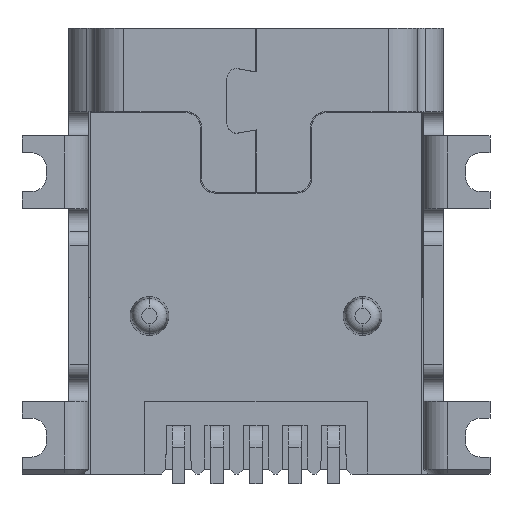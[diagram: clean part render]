
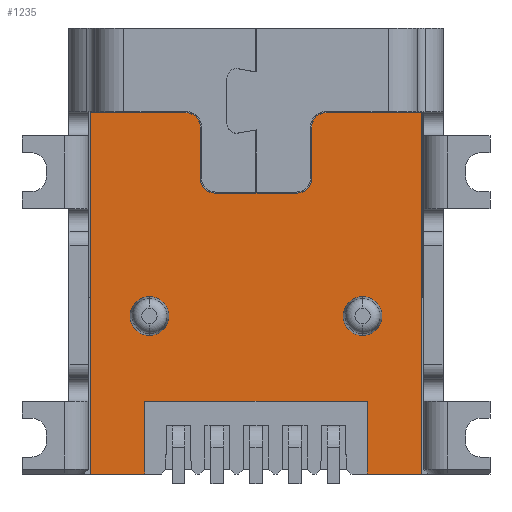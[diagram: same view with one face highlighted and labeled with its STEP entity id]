
A CAD part, front view. The second image highlights one B-rep face of the part: STEP entity #1235.
In plain terms, the highlighted planar face has unit normal (0, -1, 0).
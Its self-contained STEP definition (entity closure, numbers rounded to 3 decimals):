
#1235=ADVANCED_FACE('NONE',(#2823,#2824,#2825),#2826,.F.);
#2823=FACE_OUTER_BOUND('',#5028,.T.);
#2824=FACE_BOUND('',#5029,.T.);
#2825=FACE_BOUND('',#5030,.T.);
#2826=PLANE('',#5031);
#5028=EDGE_LOOP('',(#8811,#8812,#8813,#8814,#8815,#8816,#8817,#8818,#8819,#8820,#8821,#8822,#8823,#8824,#8825,#8826));
#5029=EDGE_LOOP('',(#8827,#8828));
#5030=EDGE_LOOP('',(#8829,#8830));
#5031=AXIS2_PLACEMENT_3D('',#8831,#8832,#8833);
#8811=ORIENTED_EDGE('',*,*,#12763,.F.);
#8812=ORIENTED_EDGE('',*,*,#13440,.T.);
#8813=ORIENTED_EDGE('',*,*,#13441,.T.);
#8814=ORIENTED_EDGE('',*,*,#12215,.T.);
#8815=ORIENTED_EDGE('',*,*,#12769,.T.);
#8816=ORIENTED_EDGE('',*,*,#13442,.T.);
#8817=ORIENTED_EDGE('',*,*,#13443,.T.);
#8818=ORIENTED_EDGE('',*,*,#13444,.T.);
#8819=ORIENTED_EDGE('',*,*,#13013,.T.);
#8820=ORIENTED_EDGE('',*,*,#13445,.T.);
#8821=ORIENTED_EDGE('',*,*,#12599,.T.);
#8822=ORIENTED_EDGE('',*,*,#13154,.T.);
#8823=ORIENTED_EDGE('',*,*,#13193,.F.);
#8824=ORIENTED_EDGE('',*,*,#13446,.T.);
#8825=ORIENTED_EDGE('',*,*,#13447,.T.);
#8826=ORIENTED_EDGE('',*,*,#13132,.T.);
#8827=ORIENTED_EDGE('',*,*,#12367,.T.);
#8828=ORIENTED_EDGE('',*,*,#13002,.T.);
#8829=ORIENTED_EDGE('',*,*,#13448,.T.);
#8830=ORIENTED_EDGE('',*,*,#13199,.T.);
#8831=CARTESIAN_POINT('',(-3.41,0.0,-3.64));
#8832=DIRECTION('',(0.0,1.0,0.0));
#8833=DIRECTION('',(1.0,0.0,-0.0));
#12215=EDGE_CURVE('NONE',#14451,#14452,#14453,.T.);
#12367=EDGE_CURVE('NONE',#14726,#14723,#14727,.T.);
#12599=EDGE_CURVE('NONE',#15115,#15113,#15116,.T.);
#12763=EDGE_CURVE('NONE',#15392,#15394,#15395,.T.);
#12769=EDGE_CURVE('NONE',#14452,#15402,#15404,.T.);
#13002=EDGE_CURVE('NONE',#14723,#14726,#15767,.T.);
#13013=EDGE_CURVE('NONE',#15784,#15785,#15786,.T.);
#13132=EDGE_CURVE('NONE',#15974,#15394,#15975,.T.);
#13154=EDGE_CURVE('NONE',#15113,#16005,#16007,.T.);
#13193=EDGE_CURVE('NONE',#16065,#16005,#16067,.T.);
#13199=EDGE_CURVE('NONE',#16075,#16073,#16076,.T.);
#13440=EDGE_CURVE('NONE',#15392,#16413,#16414,.T.);
#13441=EDGE_CURVE('NONE',#16413,#14451,#16415,.T.);
#13442=EDGE_CURVE('NONE',#15402,#16416,#16417,.T.);
#13443=EDGE_CURVE('NONE',#16416,#16418,#16419,.T.);
#13444=EDGE_CURVE('NONE',#16418,#15784,#16420,.T.);
#13445=EDGE_CURVE('NONE',#15785,#15115,#16421,.T.);
#13446=EDGE_CURVE('NONE',#16065,#16422,#16423,.T.);
#13447=EDGE_CURVE('NONE',#16422,#15974,#16424,.T.);
#13448=EDGE_CURVE('NONE',#16073,#16075,#16425,.T.);
#14451=VERTEX_POINT('NONE',#17645);
#14452=VERTEX_POINT('NONE',#17646);
#14453=CIRCLE('',#17647,0.3);
#14723=VERTEX_POINT('NONE',#18061);
#14726=VERTEX_POINT('NONE',#18065);
#14727=CIRCLE('',#18066,0.4);
#15113=VERTEX_POINT('NONE',#18622);
#15115=VERTEX_POINT('NONE',#18625);
#15116=LINE('',#18626,#18627);
#15392=VERTEX_POINT('NONE',#19023);
#15394=VERTEX_POINT('NONE',#19026);
#15395=LINE('',#19027,#19028);
#15402=VERTEX_POINT('NONE',#19038);
#15404=LINE('',#19041,#19042);
#15767=CIRCLE('',#19585,0.4);
#15784=VERTEX_POINT('NONE',#19607);
#15785=VERTEX_POINT('NONE',#19608);
#15786=LINE('',#19609,#19610);
#15974=VERTEX_POINT('NONE',#19887);
#15975=LINE('',#19888,#19889);
#16005=VERTEX_POINT('NONE',#19932);
#16007=LINE('',#19935,#19936);
#16065=VERTEX_POINT('NONE',#20023);
#16067=LINE('',#20026,#20027);
#16073=VERTEX_POINT('NONE',#20036);
#16075=VERTEX_POINT('NONE',#20039);
#16076=CIRCLE('',#20040,0.4);
#16413=VERTEX_POINT('NONE',#20567);
#16414=LINE('',#20568,#20569);
#16415=LINE('',#20570,#20571);
#16416=VERTEX_POINT('NONE',#20572);
#16417=CIRCLE('',#20573,0.3);
#16418=VERTEX_POINT('NONE',#20574);
#16419=LINE('',#20575,#20576);
#16420=CIRCLE('',#20577,0.3);
#16421=CIRCLE('',#20578,0.3);
#16422=VERTEX_POINT('NONE',#20579);
#16423=LINE('',#20580,#20581);
#16424=LINE('',#20582,#20583);
#16425=CIRCLE('',#20584,0.4);
#17645=CARTESIAN_POINT('',(1.45,0.0,3.82));
#17646=CARTESIAN_POINT('',(1.15,0.0,3.52));
#17647=AXIS2_PLACEMENT_3D('',#22394,#22395,#22396);
#18061=CARTESIAN_POINT('',(-2.2,0.0,-0.78));
#18065=CARTESIAN_POINT('',(-2.2,0.0,0.02));
#18066=AXIS2_PLACEMENT_3D('',#22554,#22555,#22556);
#18622=CARTESIAN_POINT('',(-3.41,0.0,3.82));
#18625=CARTESIAN_POINT('',(-1.45,0.0,3.82));
#18626=CARTESIAN_POINT('',(-1.45,0.0,3.82));
#18627=VECTOR('',#22818,1000.0);
#19023=CARTESIAN_POINT('',(3.41,0.0,-3.64));
#19026=CARTESIAN_POINT('',(2.3,0.0,-3.64));
#19027=CARTESIAN_POINT('',(3.41,0.0,-3.64));
#19028=VECTOR('',#23010,1000.0);
#19038=CARTESIAN_POINT('',(1.15,0.0,2.46));
#19041=CARTESIAN_POINT('',(1.15,0.0,3.52));
#19042=VECTOR('',#23015,1000.0);
#19585=AXIS2_PLACEMENT_3D('',#23251,#23252,#23253);
#19607=CARTESIAN_POINT('',(-1.15,0.0,2.46));
#19608=CARTESIAN_POINT('',(-1.15,0.0,3.52));
#19609=CARTESIAN_POINT('',(-1.15,0.0,2.46));
#19610=VECTOR('',#23265,1000.0);
#19887=CARTESIAN_POINT('',(2.3,0.0,-2.14));
#19888=CARTESIAN_POINT('',(2.3,0.0,-2.14));
#19889=VECTOR('',#23396,1000.0);
#19932=CARTESIAN_POINT('',(-3.41,0.0,-3.64));
#19935=CARTESIAN_POINT('',(-3.41,0.0,3.82));
#19936=VECTOR('',#23417,1000.0);
#20023=CARTESIAN_POINT('',(-2.3,0.0,-3.64));
#20026=CARTESIAN_POINT('',(-2.3,0.0,-3.64));
#20027=VECTOR('',#23464,1000.0);
#20036=CARTESIAN_POINT('',(2.2,0.0,-0.78));
#20039=CARTESIAN_POINT('',(2.2,0.0,0.02));
#20040=AXIS2_PLACEMENT_3D('',#23469,#23470,#23471);
#20567=CARTESIAN_POINT('',(3.41,0.0,3.82));
#20568=CARTESIAN_POINT('',(3.41,0.0,-3.64));
#20569=VECTOR('',#23710,1000.0);
#20570=CARTESIAN_POINT('',(3.41,0.0,3.82));
#20571=VECTOR('',#23711,1000.0);
#20572=CARTESIAN_POINT('',(0.85,0.0,2.16));
#20573=AXIS2_PLACEMENT_3D('',#23712,#23713,#23714);
#20574=CARTESIAN_POINT('',(-0.85,0.0,2.16));
#20575=CARTESIAN_POINT('',(0.85,0.0,2.16));
#20576=VECTOR('',#23715,1000.0);
#20577=AXIS2_PLACEMENT_3D('',#23716,#23717,#23718);
#20578=AXIS2_PLACEMENT_3D('',#23719,#23720,#23721);
#20579=CARTESIAN_POINT('',(-2.3,0.0,-2.14));
#20580=CARTESIAN_POINT('',(-2.3,0.0,-3.64));
#20581=VECTOR('',#23722,1000.0);
#20582=CARTESIAN_POINT('',(-2.3,0.0,-2.14));
#20583=VECTOR('',#23723,1000.0);
#20584=AXIS2_PLACEMENT_3D('',#23724,#23725,#23726);
#22394=CARTESIAN_POINT('',(1.45,0.0,3.52));
#22395=DIRECTION('',(0.0,-1.0,0.0));
#22396=DIRECTION('',(0.,0.0,1.0));
#22554=CARTESIAN_POINT('',(-2.2,0.0,-0.38));
#22555=DIRECTION('',(0.0,1.0,0.0));
#22556=DIRECTION('',(0.0,0.0,1.0));
#22818=DIRECTION('',(-1.0,0.0,0.0));
#23010=DIRECTION('',(-1.0,0.0,0.0));
#23015=DIRECTION('',(0.0,0.0,-1.0));
#23251=CARTESIAN_POINT('',(-2.2,0.0,-0.38));
#23252=DIRECTION('',(0.0,1.0,0.0));
#23253=DIRECTION('',(0.0,0.0,-1.0));
#23265=DIRECTION('',(0.0,0.0,1.0));
#23396=DIRECTION('',(0.0,0.0,-1.0));
#23417=DIRECTION('',(0.0,0.0,-1.0));
#23464=DIRECTION('',(-1.0,0.0,0.0));
#23469=CARTESIAN_POINT('',(2.2,0.0,-0.38));
#23470=DIRECTION('',(0.0,1.0,0.0));
#23471=DIRECTION('',(0.0,0.0,1.0));
#23710=DIRECTION('',(0.0,0.0,1.0));
#23711=DIRECTION('',(-1.0,0.0,0.0));
#23712=CARTESIAN_POINT('',(0.85,0.0,2.46));
#23713=DIRECTION('',(-0.0,1.0,0.0));
#23714=DIRECTION('',(1.0,0.0,0.));
#23715=DIRECTION('',(-1.0,0.0,0.0));
#23716=CARTESIAN_POINT('',(-0.85,0.0,2.46));
#23717=DIRECTION('',(0.0,1.0,0.0));
#23718=DIRECTION('',(0.,0.0,-1.));
#23719=CARTESIAN_POINT('',(-1.45,0.0,3.52));
#23720=DIRECTION('',(0.0,-1.0,0.0));
#23721=DIRECTION('',(1.0,0.0,0.));
#23722=DIRECTION('',(0.0,0.0,1.0));
#23723=DIRECTION('',(1.0,0.0,0.0));
#23724=CARTESIAN_POINT('',(2.2,0.0,-0.38));
#23725=DIRECTION('',(0.0,1.0,0.0));
#23726=DIRECTION('',(0.0,0.0,-1.0));
